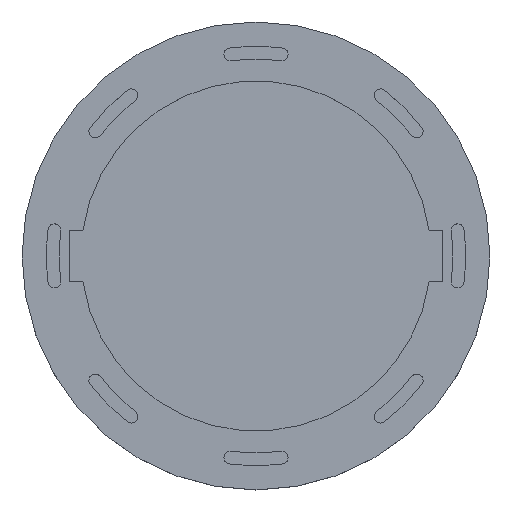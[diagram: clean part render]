
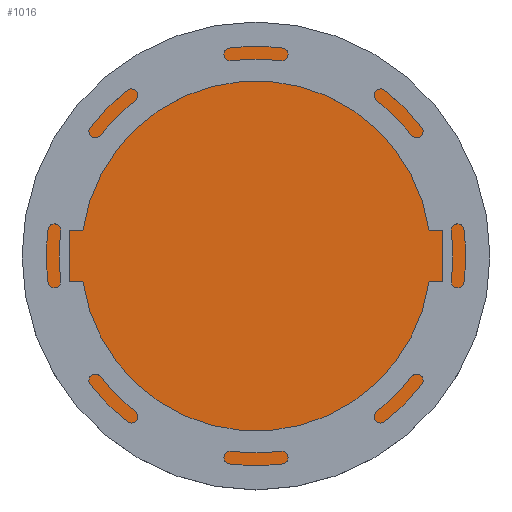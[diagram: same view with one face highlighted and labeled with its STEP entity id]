
A CAD part, top view. The second image highlights one B-rep face of the part: STEP entity #1016.
In plain terms, the highlighted planar face has unit normal (0, 0, 1).
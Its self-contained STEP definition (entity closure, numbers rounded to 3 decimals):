
#44=PLANE('',#1102);
#66=FACE_OUTER_BOUND('',#123,.T.);
#123=EDGE_LOOP('',(#702));
#196=CIRCLE('',#1103,24.8);
#419=VERTEX_POINT('',#2625);
#529=EDGE_CURVE('',#419,#419,#196,.T.);
#702=ORIENTED_EDGE('',*,*,#529,.F.);
#1016=ADVANCED_FACE('',(#66),#44,.T.);
#1102=AXIS2_PLACEMENT_3D('',#2624,#1259,#1260);
#1103=AXIS2_PLACEMENT_3D('',#2626,#1261,#1262);
#1259=DIRECTION('center_axis',(0.,0.,1.));
#1260=DIRECTION('ref_axis',(1.,0.,0.));
#1261=DIRECTION('center_axis',(0.,0.,-1.));
#1262=DIRECTION('ref_axis',(1.,0.,0.));
#2624=CARTESIAN_POINT('Origin',(0.,0.,49.2));
#2625=CARTESIAN_POINT('',(-24.8,0.,49.2));
#2626=CARTESIAN_POINT('Origin',(0.,0.,49.2));
